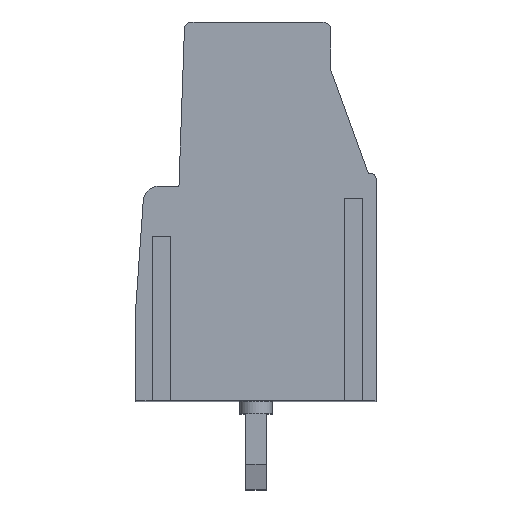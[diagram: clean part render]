
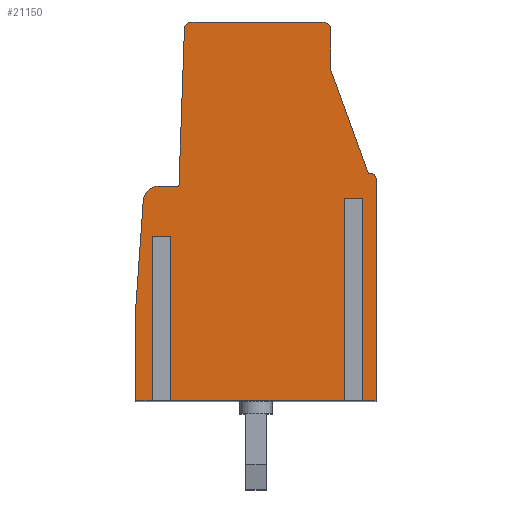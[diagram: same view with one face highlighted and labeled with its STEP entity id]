
A CAD part, top view. The second image highlights one B-rep face of the part: STEP entity #21150.
In plain terms, the highlighted face is planar.
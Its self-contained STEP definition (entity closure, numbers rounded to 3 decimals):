
#120=CARTESIAN_POINT('',(-41.874,19.77,-7.62));
#130=VERTEX_POINT('',#120);
#160=CARTESIAN_POINT('',(-41.874,0.,-7.62));
#170=DIRECTION('',(0.,1.,0.));
#180=VECTOR('',#170,1.);
#190=LINE('',#160,#180);
#200=CARTESIAN_POINT('',(-41.874,27.77,-7.62));
#210=VERTEX_POINT('',#200);
#220=EDGE_CURVE('',#130,#210,#190,.T.);
#1380=CARTESIAN_POINT('',(0.,19.77,-7.62));
#1390=DIRECTION('',(-1.,0.,0.));
#1400=VECTOR('',#1390,1.);
#1410=LINE('',#1380,#1400);
#1420=CARTESIAN_POINT('',(-33.456,19.77,-7.62));
#1430=VERTEX_POINT('',#1420);
#1440=CARTESIAN_POINT('',(-34.249,19.77,-7.62));
#1450=VERTEX_POINT('',#1440);
#1460=EDGE_CURVE('',#1430,#1450,#1410,.T.);
#1910=CARTESIAN_POINT('',(-34.663,19.77,-7.62));
#1920=VERTEX_POINT('',#1910);
#1950=EDGE_CURVE('',#1920,#130,#1410,.T.);
#2350=CARTESIAN_POINT('',(-42.288,19.77,-7.62));
#2360=VERTEX_POINT('',#2350);
#2390=CARTESIAN_POINT('',(-42.956,19.77,-7.62));
#2400=VERTEX_POINT('',#2390);
#2410=EDGE_CURVE('',#2360,#2400,#1410,.T.);
#6200=CARTESIAN_POINT('',(-34.169,0.,-7.62));
#6210=DIRECTION('',(0.035,-0.999,0.));
#6220=VECTOR('',#6210,1.);
#6230=LINE('',#6200,#6220);
#6240=CARTESIAN_POINT('',(-35.373,34.481,-7.62));
#6250=VERTEX_POINT('',#6240);
#6260=CARTESIAN_POINT('',(-35.156,28.27,-7.62));
#6270=VERTEX_POINT('',#6260);
#6280=EDGE_CURVE('',#6250,#6270,#6230,.T.);
#7520=CARTESIAN_POINT('',(-34.343,27.67,-7.62));
#7530=DIRECTION('',(0.,0.,1.));
#7540=DIRECTION('',(1.,0.,0.));
#7550=AXIS2_PLACEMENT_3D('',#7520,#7530,#7540);
#7560=CIRCLE('',#7550,0.6);
#7570=CARTESIAN_POINT('',(-33.745,27.712,-7.62));
#7580=VERTEX_POINT('',#7570);
#7590=CARTESIAN_POINT('',(-34.343,28.27,-7.62));
#7600=VERTEX_POINT('',#7590);
#7610=EDGE_CURVE('',#7580,#7600,#7560,.T.);
#8010=CARTESIAN_POINT('',(0.,34.77,-7.62));
#8020=DIRECTION('',(-1.,0.,0.));
#8030=VECTOR('',#8020,1.);
#8040=LINE('',#8010,#8030);
#8050=CARTESIAN_POINT('',(-35.673,34.77,-7.62));
#8060=VERTEX_POINT('',#8050);
#8070=CARTESIAN_POINT('',(-40.856,34.77,-7.62));
#8080=VERTEX_POINT('',#8070);
#8090=EDGE_CURVE('',#8060,#8080,#8040,.T.);
#9990=CARTESIAN_POINT('',(-42.756,28.77,-7.62));
#10000=VERTEX_POINT('',#9990);
#10030=CARTESIAN_POINT('',(0.,28.77,-7.62));
#10040=DIRECTION('',(-1.,0.,0.));
#10050=VECTOR('',#10040,1.);
#10060=LINE('',#10030,#10050);
#10070=CARTESIAN_POINT('',(-42.656,28.77,-7.62));
#10080=VERTEX_POINT('',#10070);
#10090=EDGE_CURVE('',#10080,#10000,#10060,.T.);
#15310=CARTESIAN_POINT('',(0.,28.27,-7.62));
#15320=DIRECTION('',(1.,0.,0.));
#15330=VECTOR('',#15320,1.);
#15340=LINE('',#15310,#15330);
#15350=EDGE_CURVE('',#6270,#7600,#15340,.T.);
#19220=CARTESIAN_POINT('',(-53.128,0.,-7.62));
#19230=DIRECTION('',(-0.342,-0.94,0.));
#19240=VECTOR('',#19230,1.);
#19250=LINE('',#19220,#19240);
#19260=CARTESIAN_POINT('',(-41.156,32.891,-7.62));
#19270=VERTEX_POINT('',#19260);
#19280=EDGE_CURVE('',#19270,#10080,#19250,.T.);
#19600=CARTESIAN_POINT('',(-41.156,0.,-7.62));
#19610=DIRECTION('',(0.,-1.,0.));
#19620=VECTOR('',#19610,1.);
#19630=LINE('',#19600,#19620);
#19640=CARTESIAN_POINT('',(-41.156,34.47,-7.62));
#19650=VERTEX_POINT('',#19640);
#19660=EDGE_CURVE('',#19650,#19270,#19630,.T.);
#19980=CARTESIAN_POINT('',(-35.673,34.47,-7.62));
#19990=DIRECTION('',(0.,0.,1.));
#20000=DIRECTION('',(1.,0.,0.));
#20010=AXIS2_PLACEMENT_3D('',#19980,#19990,#20000);
#20020=CIRCLE('',#20010,0.3);
#20030=EDGE_CURVE('',#6250,#8060,#20020,.T.);
#20240=CARTESIAN_POINT('',(0.,0.,-7.62));
#20250=DIRECTION('',(0.,0.,1.));
#20260=DIRECTION('',(1.,0.,0.));
#20270=AXIS2_PLACEMENT_3D('',#20240,#20250,#20260);
#20280=PLANE('',#20270);
#20290=ORIENTED_EDGE('',*,*,#20030,.F.);
#20300=ORIENTED_EDGE('',*,*,#8090,.F.);
#20310=CARTESIAN_POINT('',(-40.856,34.47,-7.62));
#20320=DIRECTION('',(0.,0.,1.));
#20330=DIRECTION('',(1.,0.,0.));
#20340=AXIS2_PLACEMENT_3D('',#20310,#20320,#20330);
#20350=CIRCLE('',#20340,0.3);
#20360=EDGE_CURVE('',#8080,#19650,#20350,.T.);
#20370=ORIENTED_EDGE('',*,*,#20360,.F.);
#20380=ORIENTED_EDGE('',*,*,#19660,.F.);
#20390=ORIENTED_EDGE('',*,*,#19280,.F.);
#20400=ORIENTED_EDGE('',*,*,#10090,.F.);
#20410=CARTESIAN_POINT('',(-42.756,28.57,-7.62));
#20420=DIRECTION('',(0.,0.,1.));
#20430=DIRECTION('',(1.,0.,0.));
#20440=AXIS2_PLACEMENT_3D('',#20410,#20420,#20430);
#20450=CIRCLE('',#20440,0.2);
#20460=CARTESIAN_POINT('',(-42.956,28.57,-7.62));
#20470=VERTEX_POINT('',#20460);
#20480=EDGE_CURVE('',#10000,#20470,#20450,.T.);
#20490=ORIENTED_EDGE('',*,*,#20480,.F.);
#20500=CARTESIAN_POINT('',(-42.956,0.,-7.62));
#20510=DIRECTION('',(0.,-1.,0.));
#20520=VECTOR('',#20510,1.);
#20530=LINE('',#20500,#20520);
#20540=EDGE_CURVE('',#20470,#2400,#20530,.T.);
#20550=ORIENTED_EDGE('',*,*,#20540,.F.);
#20560=ORIENTED_EDGE('',*,*,#2410,.T.);
#20570=CARTESIAN_POINT('',(-42.288,0.,-7.62));
#20580=DIRECTION('',(0.,-1.,0.));
#20590=VECTOR('',#20580,1.);
#20600=LINE('',#20570,#20590);
#20610=CARTESIAN_POINT('',(-42.288,27.77,-7.62));
#20620=VERTEX_POINT('',#20610);
#20630=EDGE_CURVE('',#20620,#2360,#20600,.T.);
#20640=ORIENTED_EDGE('',*,*,#20630,.T.);
#20650=CARTESIAN_POINT('',(0.,27.77,-7.62));
#20660=DIRECTION('',(-1.,0.,0.));
#20670=VECTOR('',#20660,1.);
#20680=LINE('',#20650,#20670);
#20690=EDGE_CURVE('',#210,#20620,#20680,.T.);
#20700=ORIENTED_EDGE('',*,*,#20690,.T.);
#20710=ORIENTED_EDGE('',*,*,#220,.T.);
#20720=ORIENTED_EDGE('',*,*,#1950,.T.);
#20730=CARTESIAN_POINT('',(-34.663,0.,-7.62));
#20740=DIRECTION('',(0.,1.,0.));
#20750=VECTOR('',#20740,1.);
#20760=LINE('',#20730,#20750);
#20770=CARTESIAN_POINT('',(-34.663,26.27,-7.62));
#20780=VERTEX_POINT('',#20770);
#20790=EDGE_CURVE('',#1920,#20780,#20760,.T.);
#20800=ORIENTED_EDGE('',*,*,#20790,.F.);
#20810=CARTESIAN_POINT('',(0.,26.27,-7.62));
#20820=DIRECTION('',(1.,0.,0.));
#20830=VECTOR('',#20820,1.);
#20840=LINE('',#20810,#20830);
#20850=CARTESIAN_POINT('',(-34.249,26.27,-7.62));
#20860=VERTEX_POINT('',#20850);
#20870=EDGE_CURVE('',#20780,#20860,#20840,.T.);
#20880=ORIENTED_EDGE('',*,*,#20870,.F.);
#20890=CARTESIAN_POINT('',(-34.249,0.,-7.62));
#20900=DIRECTION('',(0.,-1.,0.));
#20910=VECTOR('',#20900,1.);
#20920=LINE('',#20890,#20910);
#20930=EDGE_CURVE('',#20860,#1450,#20920,.T.);
#20940=ORIENTED_EDGE('',*,*,#20930,.F.);
#20950=ORIENTED_EDGE('',*,*,#1460,.T.);
#20960=CARTESIAN_POINT('',(-33.456,0.,-7.62));
#20970=DIRECTION('',(0.,-1.,0.));
#20980=VECTOR('',#20970,1.);
#20990=LINE('',#20960,#20980);
#21000=CARTESIAN_POINT('',(-33.456,23.59,-7.62));
#21010=VERTEX_POINT('',#21000);
#21020=EDGE_CURVE('',#21010,#1430,#20990,.T.);
#21030=ORIENTED_EDGE('',*,*,#21020,.T.);
#21040=CARTESIAN_POINT('',(-31.807,0.,-7.62));
#21050=DIRECTION('',(0.07,-0.998,0.));
#21060=VECTOR('',#21050,1.);
#21070=LINE('',#21040,#21060);
#21080=EDGE_CURVE('',#7580,#21010,#21070,.T.);
#21090=ORIENTED_EDGE('',*,*,#21080,.T.);
#21100=ORIENTED_EDGE('',*,*,#7610,.F.);
#21110=ORIENTED_EDGE('',*,*,#15350,.T.);
#21120=ORIENTED_EDGE('',*,*,#6280,.T.);
#21130=EDGE_LOOP('',(#21120,#21110,#21100,#21090,#21030,#20950,#20940,
#20880,#20800,#20720,#20710,#20700,#20640,#20560,#20550,#20490,#20400,
#20390,#20380,#20370,#20300,#20290));
#21140=FACE_OUTER_BOUND('',#21130,.T.);
#21150=ADVANCED_FACE('',(#21140),#20280,.F.);
